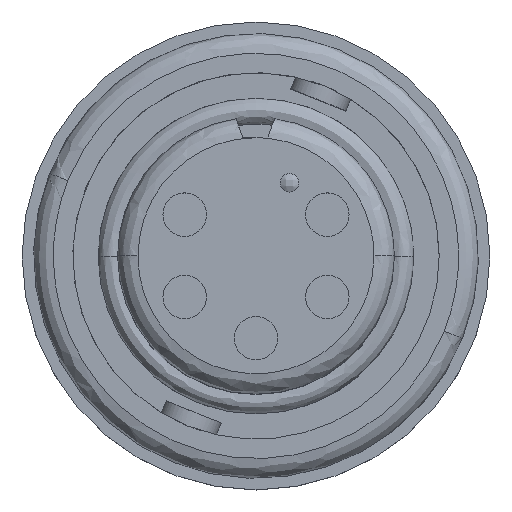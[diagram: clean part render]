
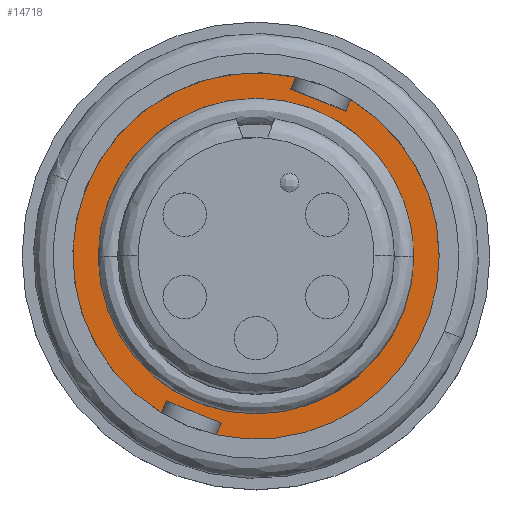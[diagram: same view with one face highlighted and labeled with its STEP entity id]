
A CAD part, top view. The second image highlights one B-rep face of the part: STEP entity #14718.
In plain terms, the highlighted planar face has unit normal (0, 0, 1).
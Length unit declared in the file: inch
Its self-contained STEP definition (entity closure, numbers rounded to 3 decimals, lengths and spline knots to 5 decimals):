
#235 = FACE_OUTER_BOUND ( 'NONE', #13752, .T. ) ;
#579 = CARTESIAN_POINT ( 'NONE',  ( 0., 0., -0.286 ) ) ;
#595 = DIRECTION ( 'NONE',  ( 0., 0., 1. ) ) ;
#625 = DIRECTION ( 'NONE',  ( 0., 1., 0. ) ) ;
#668 = CIRCLE ( 'NONE', #8131, 0.23886 ) ;
#914 = DIRECTION ( 'NONE',  ( 0.371, 0.928, 0. ) ) ;
#978 = CARTESIAN_POINT ( 'NONE',  ( -0.06012, -0.27142, -0.286 ) ) ;
#1020 = CARTESIAN_POINT ( 'NONE',  ( -0.05294, -0.25347, -0.286 ) ) ;
#1027 = VERTEX_POINT ( 'NONE', #5019 ) ;
#1039 = CARTESIAN_POINT ( 'NONE',  ( -0.1365, -0.22004, -0.286 ) ) ;
#1120 = DIRECTION ( 'NONE',  ( -0.371, -0.928, 0. ) ) ;
#1371 = VERTEX_POINT ( 'NONE', #2186 ) ;
#1640 = EDGE_CURVE ( 'NONE', #1371, #2433, #8058, .T. ) ;
#1642 = VERTEX_POINT ( 'NONE', #1020 ) ;
#1657 = EDGE_CURVE ( 'NONE', #4375, #1642, #7667, .T. ) ;
#1928 = ORIENTED_EDGE ( 'NONE', *, *, #8966, .F. ) ;
#2186 = CARTESIAN_POINT ( 'NONE',  ( -0.1365, -0.22004, -0.286 ) ) ;
#2198 = EDGE_CURVE ( 'NONE', #3822, #5335, #10317, .T. ) ;
#2289 = DIRECTION ( 'NONE',  ( -1., 0., 0. ) ) ;
#2323 = DIRECTION ( 'NONE',  ( 0., 0., -1. ) ) ;
#2420 = PLANE ( 'NONE',  #12211 ) ;
#2429 = EDGE_CURVE ( 'NONE', #3822, #2433, #11150, .T. ) ;
#2433 = VERTEX_POINT ( 'NONE', #15825 ) ;
#2508 = CARTESIAN_POINT ( 'NONE',  ( 0., 0., -0.286 ) ) ;
#2539 = EDGE_CURVE ( 'NONE', #4375, #7459, #11813, .T. ) ;
#2728 = CARTESIAN_POINT ( 'NONE',  ( 0.14368, 0.23799, -0.286 ) ) ;
#3173 = EDGE_CURVE ( 'NONE', #5335, #4177, #14597, .T. ) ;
#3188 = CARTESIAN_POINT ( 'NONE',  ( -0.05294, -0.25347, -0.286 ) ) ;
#3200 = DIRECTION ( 'NONE',  ( -0.928, 0.371, 0. ) ) ;
#3425 = ORIENTED_EDGE ( 'NONE', *, *, #1640, .F. ) ;
#3822 = VERTEX_POINT ( 'NONE', #8860 ) ;
#3934 = VERTEX_POINT ( 'NONE', #15749 ) ;
#4112 = CARTESIAN_POINT ( 'NONE',  ( 0.05294, 0.25347, -0.286 ) ) ;
#4177 = VERTEX_POINT ( 'NONE', #14165 ) ;
#4349 = DIRECTION ( 'NONE',  ( 0.928, -0.371, 0. ) ) ;
#4375 = VERTEX_POINT ( 'NONE', #12993 ) ;
#4404 = ORIENTED_EDGE ( 'NONE', *, *, #4597, .T. ) ;
#4556 = DIRECTION ( 'NONE',  ( 1., 0., 0. ) ) ;
#4561 = DIRECTION ( 'NONE',  ( 0., 0., 1. ) ) ;
#4574 = CARTESIAN_POINT ( 'NONE',  ( 0., 0., -0.286 ) ) ;
#4597 = EDGE_CURVE ( 'NONE', #7459, #11353, #6016, .T. ) ;
#4610 = AXIS2_PLACEMENT_3D ( 'NONE', #9764, #9777, #9801 ) ;
#4777 = EDGE_CURVE ( 'NONE', #1642, #1371, #7434, .T. ) ;
#5019 = CARTESIAN_POINT ( 'NONE',  ( -0.23886, 0., -0.286 ) ) ;
#5198 = ORIENTED_EDGE ( 'NONE', *, *, #3173, .F. ) ;
#5215 = ORIENTED_EDGE ( 'NONE', *, *, #5249, .F. ) ;
#5249 = EDGE_CURVE ( 'NONE', #4177, #11353, #10143, .T. ) ;
#5335 = VERTEX_POINT ( 'NONE', #7637 ) ;
#5550 = EDGE_CURVE ( 'NONE', #3934, #1027, #12455, .T. ) ;
#5942 = FACE_BOUND ( 'NONE', #8353, .T. ) ;
#6016 = CIRCLE ( 'NONE', #7803, 0.278 ) ;
#6682 = ORIENTED_EDGE ( 'NONE', *, *, #2539, .T. ) ;
#7016 = VECTOR ( 'NONE', #3200, 39.37008 ) ;
#7434 = LINE ( 'NONE', #3188, #7016 ) ;
#7459 = VERTEX_POINT ( 'NONE', #8158 ) ;
#7637 = CARTESIAN_POINT ( 'NONE',  ( 0.05294, 0.25347, -0.286 ) ) ;
#7667 = LINE ( 'NONE', #978, #8295 ) ;
#7803 = AXIS2_PLACEMENT_3D ( 'NONE', #4574, #4561, #4556 ) ;
#8058 = LINE ( 'NONE', #1039, #8074 ) ;
#8074 = VECTOR ( 'NONE', #1120, 39.37008 ) ;
#8131 = AXIS2_PLACEMENT_3D ( 'NONE', #579, #595, #625 ) ;
#8158 = CARTESIAN_POINT ( 'NONE',  ( 0.278, 0., -0.286 ) ) ;
#8295 = VECTOR ( 'NONE', #914, 39.37008 ) ;
#8324 = ORIENTED_EDGE ( 'NONE', *, *, #2429, .T. ) ;
#8353 = EDGE_LOOP ( 'NONE', ( #1928, #12608 ) ) ;
#8860 = CARTESIAN_POINT ( 'NONE',  ( 0.06012, 0.27142, -0.286 ) ) ;
#8966 = EDGE_CURVE ( 'NONE', #1027, #3934, #668, .T. ) ;
#9764 = CARTESIAN_POINT ( 'NONE',  ( 0., 0., -0.286 ) ) ;
#9777 = DIRECTION ( 'NONE',  ( 0., 0., 1. ) ) ;
#9801 = DIRECTION ( 'NONE',  ( 1., 0., 0. ) ) ;
#10143 = LINE ( 'NONE', #10211, #10748 ) ;
#10211 = CARTESIAN_POINT ( 'NONE',  ( 0.1365, 0.22004, -0.286 ) ) ;
#10317 = LINE ( 'NONE', #13326, #10518 ) ;
#10518 = VECTOR ( 'NONE', #13334, 39.37008 ) ;
#10748 = VECTOR ( 'NONE', #12773, 39.37008 ) ;
#11058 = AXIS2_PLACEMENT_3D ( 'NONE', #15827, #15844, #15857 ) ;
#11150 = CIRCLE ( 'NONE', #11058, 0.278 ) ;
#11353 = VERTEX_POINT ( 'NONE', #2728 ) ;
#11813 = CIRCLE ( 'NONE', #4610, 0.278 ) ;
#12211 = AXIS2_PLACEMENT_3D ( 'NONE', #2508, #2323, #2289 ) ;
#12455 = CIRCLE ( 'NONE', #14293, 0.23886 ) ;
#12456 = ORIENTED_EDGE ( 'NONE', *, *, #1657, .F. ) ;
#12608 = ORIENTED_EDGE ( 'NONE', *, *, #5550, .F. ) ;
#12755 = ORIENTED_EDGE ( 'NONE', *, *, #2198, .F. ) ;
#12773 = DIRECTION ( 'NONE',  ( 0.371, 0.928, 0. ) ) ;
#12993 = CARTESIAN_POINT ( 'NONE',  ( -0.06012, -0.27142, -0.286 ) ) ;
#13326 = CARTESIAN_POINT ( 'NONE',  ( 0.06012, 0.27142, -0.286 ) ) ;
#13334 = DIRECTION ( 'NONE',  ( -0.371, -0.928, 0. ) ) ;
#13752 = EDGE_LOOP ( 'NONE', ( #5198, #12755, #8324, #3425, #14983, #12456, #6682, #4404, #5215 ) ) ;
#14160 = VECTOR ( 'NONE', #4349, 39.37008 ) ;
#14165 = CARTESIAN_POINT ( 'NONE',  ( 0.1365, 0.22004, -0.286 ) ) ;
#14293 = AXIS2_PLACEMENT_3D ( 'NONE', #15338, #15281, #15245 ) ;
#14597 = LINE ( 'NONE', #4112, #14160 ) ;
#14718 = ADVANCED_FACE ( 'NONE', ( #235, #5942 ), #2420, .F. ) ;
#14983 = ORIENTED_EDGE ( 'NONE', *, *, #4777, .F. ) ;
#15245 = DIRECTION ( 'NONE',  ( 0., 1., 0. ) ) ;
#15281 = DIRECTION ( 'NONE',  ( 0., 0., 1. ) ) ;
#15338 = CARTESIAN_POINT ( 'NONE',  ( 0., 0., -0.286 ) ) ;
#15749 = CARTESIAN_POINT ( 'NONE',  ( 0.23886, 0., -0.286 ) ) ;
#15825 = CARTESIAN_POINT ( 'NONE',  ( -0.14368, -0.23799, -0.286 ) ) ;
#15827 = CARTESIAN_POINT ( 'NONE',  ( 0., 0., -0.286 ) ) ;
#15844 = DIRECTION ( 'NONE',  ( 0., 0., 1. ) ) ;
#15857 = DIRECTION ( 'NONE',  ( 1., 0., 0. ) ) ;
